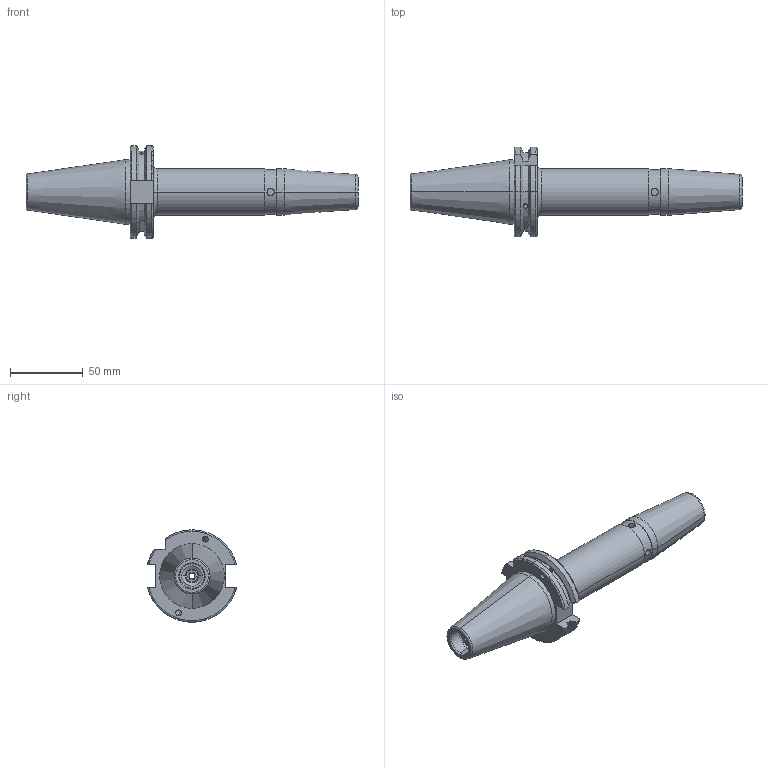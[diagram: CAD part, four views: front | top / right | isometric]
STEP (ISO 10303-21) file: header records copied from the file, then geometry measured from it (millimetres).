
FILE_DESCRIPTION (( 'STEP AP203' ), '1' );
FILE_NAME ('91406-SR212160.STEP', '2023-05-24T12:31:53', ( '' ), ( '' ), 'SwSTEP 2.0', 'SolidWorks 2018', '' );
FILE_SCHEMA (( 'CONFIG_CONTROL_DESIGN' ));
Length unit declared in the file: millimetre
Products named in the file (5): SK40SFC12160FWW; SCWM10X1; GS-M4X4_DIN 913 - M4 x 4-N; 91406-SR212160
Assembly tree (5 placements, depth 3):
  91406-SR212160
    SK40SFC12160FWW
      SK40SFC12160FWW
      SCWM10X1
      GS-M4X4_DIN 913 - M4 x 4-N  x2
Bounding box: 228.4 x 61.48 x 63.55 mm (x, y, z)
Volume: 189089.5 mm3; surface area: 41008 mm2
Topology: 4 solids, 4 shells, 233 faces, 579 edges, 369 vertices
Faces by surface type: cone 80, cylinder 70, plane 63, torus 16, bspline 4
Entity records: 6685 total; most frequent: CARTESIAN_POINT 1629, DIRECTION 998, ORIENTED_EDGE 918, EDGE_CURVE 459, AXIS2_PLACEMENT_3D 400, VERTEX_POINT 293, EDGE_LOOP 212, CIRCLE 209
